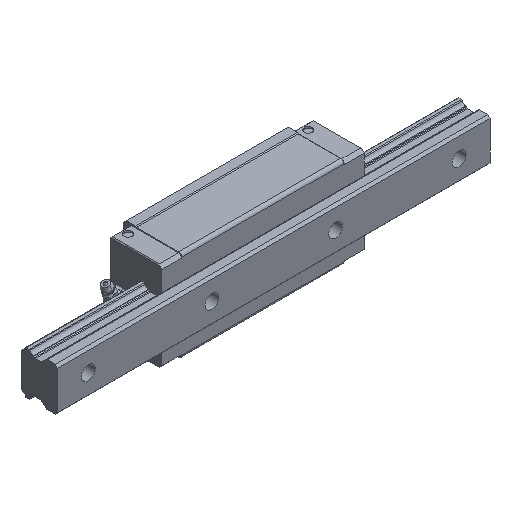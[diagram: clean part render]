
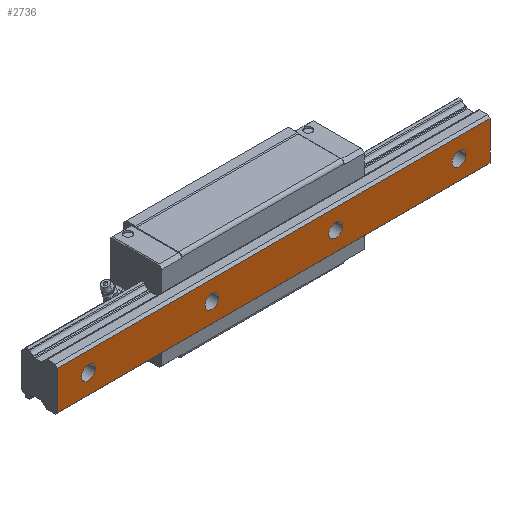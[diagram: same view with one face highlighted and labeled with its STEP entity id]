
A CAD part, isometric view. The second image highlights one B-rep face of the part: STEP entity #2736.
In plain terms, the highlighted planar face has unit normal (0, -1, 0).
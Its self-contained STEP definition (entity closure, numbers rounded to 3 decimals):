
#1354 = EDGE_CURVE( '', #1624, #2368, #3711, .T. );
#1402 = VERTEX_POINT( '', #3763 );
#1412 = EDGE_CURVE( '', #2368, #1624, #3773, .T. );
#1424 = VERTEX_POINT( '', #3787 );
#1496 = VERTEX_POINT( '', #3869 );
#1546 = EDGE_CURVE( '', #1424, #3000, #3922, .T. );
#1624 = VERTEX_POINT( '', #4006 );
#1944 = EDGE_CURVE( '', #2776, #3474, #4350, .T. );
#1994 = EDGE_CURVE( '', #2926, #2418, #4411, .T. );
#2118 = EDGE_CURVE( '', #3000, #1424, #4554, .T. );
#2368 = VERTEX_POINT( '', #4828 );
#2418 = VERTEX_POINT( '', #4883 );
#2568 = VERTEX_POINT( '', #5046 );
#2736 = ADVANCED_FACE( '', ( #5236, #5237, #5238, #5239, #5240 ), #5241, .T. );
#2776 = VERTEX_POINT( '', #5284 );
#2860 = VERTEX_POINT( '', #5376 );
#2908 = EDGE_CURVE( '', #2860, #1496, #5428, .T. );
#2910 = EDGE_CURVE( '', #1496, #2568, #5430, .T. );
#2926 = VERTEX_POINT( '', #5447 );
#2946 = EDGE_CURVE( '', #2418, #2926, #5468, .T. );
#3000 = VERTEX_POINT( '', #5526 );
#3104 = EDGE_CURVE( '', #1402, #2568, #5644, .T. );
#3382 = EDGE_CURVE( '', #3474, #2776, #5952, .T. );
#3474 = VERTEX_POINT( '', #6053 );
#3504 = EDGE_CURVE( '', #1402, #2860, #6085, .T. );
#3711 = CIRCLE( '', #6380, 4.5 );
#3763 = CARTESIAN_POINT( '', ( -20., 0., 12.5 ) );
#3773 = CIRCLE( '', #6462, 4.5 );
#3787 = CARTESIAN_POINT( '', ( 235.5, 0., 0. ) );
#3869 = CARTESIAN_POINT( '', ( 260., 0., -12.5 ) );
#3922 = CIRCLE( '', #6669, 4.5 );
#4006 = CARTESIAN_POINT( '', ( 164.5, 0., 0. ) );
#4350 = CIRCLE( '', #7304, 4.5 );
#4411 = CIRCLE( '', #7390, 4.5 );
#4554 = CIRCLE( '', #7589, 4.5 );
#4828 = CARTESIAN_POINT( '', ( 155.5, 0., 0. ) );
#4883 = CARTESIAN_POINT( '', ( 84.5, 0., 0. ) );
#5046 = CARTESIAN_POINT( '', ( 260., 0., 12.5 ) );
#5236 = FACE_BOUND( '', #8574, .T. );
#5237 = FACE_BOUND( '', #8575, .T. );
#5238 = FACE_BOUND( '', #8576, .T. );
#5239 = FACE_BOUND( '', #8577, .T. );
#5240 = FACE_OUTER_BOUND( '', #8578, .T. );
#5241 = PLANE( '', #8579 );
#5284 = CARTESIAN_POINT( '', ( -4.5, 0., 0. ) );
#5376 = CARTESIAN_POINT( '', ( -20., 0., -12.5 ) );
#5428 = LINE( '', #8860, #8861 );
#5430 = LINE( '', #8864, #8865 );
#5447 = CARTESIAN_POINT( '', ( 75.5, 0., 0. ) );
#5468 = CIRCLE( '', #8917, 4.5 );
#5526 = CARTESIAN_POINT( '', ( 244.5, 0., 0. ) );
#5644 = LINE( '', #9169, #9170 );
#5952 = CIRCLE( '', #9613, 4.5 );
#6053 = CARTESIAN_POINT( '', ( 4.5, 0., 0. ) );
#6085 = LINE( '', #9797, #9798 );
#6380 = AXIS2_PLACEMENT_3D( '', #10116, #10117, #10118 );
#6462 = AXIS2_PLACEMENT_3D( '', #10183, #10184, #10185 );
#6669 = AXIS2_PLACEMENT_3D( '', #10373, #10374, #10375 );
#7304 = AXIS2_PLACEMENT_3D( '', #10780, #10781, #10782 );
#7390 = AXIS2_PLACEMENT_3D( '', #10885, #10886, #10887 );
#7589 = AXIS2_PLACEMENT_3D( '', #11053, #11054, #11055 );
#8574 = EDGE_LOOP( '', ( #11848, #11849 ) );
#8575 = EDGE_LOOP( '', ( #11850, #11851 ) );
#8576 = EDGE_LOOP( '', ( #11852, #11853 ) );
#8577 = EDGE_LOOP( '', ( #11854, #11855 ) );
#8578 = EDGE_LOOP( '', ( #11856, #11857, #11858, #11859 ) );
#8579 = AXIS2_PLACEMENT_3D( '', #11860, #11861, #11862 );
#8860 = CARTESIAN_POINT( '', ( -20., 0., -12.5 ) );
#8861 = VECTOR( '', #12074, 1. );
#8864 = CARTESIAN_POINT( '', ( 260., 0., 12.5 ) );
#8865 = VECTOR( '', #12075, 1. );
#8917 = AXIS2_PLACEMENT_3D( '', #12108, #12109, #12110 );
#9169 = CARTESIAN_POINT( '', ( -20., 0., 12.5 ) );
#9170 = VECTOR( '', #12310, 1. );
#9613 = AXIS2_PLACEMENT_3D( '', #12664, #12665, #12666 );
#9797 = CARTESIAN_POINT( '', ( -20., 0., 12.5 ) );
#9798 = VECTOR( '', #12802, 1. );
#10116 = CARTESIAN_POINT( '', ( 160., 0., 0. ) );
#10117 = DIRECTION( '', ( 0., 1., 0. ) );
#10118 = DIRECTION( '', ( 1., 0., 0. ) );
#10183 = CARTESIAN_POINT( '', ( 160., 0., 0. ) );
#10184 = DIRECTION( '', ( 0., 1., 0. ) );
#10185 = DIRECTION( '', ( 1., 0., 0. ) );
#10373 = CARTESIAN_POINT( '', ( 240., 0., 0. ) );
#10374 = DIRECTION( '', ( 0., 1., 0. ) );
#10375 = DIRECTION( '', ( 1., 0., 0. ) );
#10780 = CARTESIAN_POINT( '', ( 0., 0., 0. ) );
#10781 = DIRECTION( '', ( 0., 1., 0. ) );
#10782 = DIRECTION( '', ( 1., 0., 0. ) );
#10885 = CARTESIAN_POINT( '', ( 80., 0., 0. ) );
#10886 = DIRECTION( '', ( 0., 1., 0. ) );
#10887 = DIRECTION( '', ( 1., 0., 0. ) );
#11053 = CARTESIAN_POINT( '', ( 240., 0., 0. ) );
#11054 = DIRECTION( '', ( 0., 1., 0. ) );
#11055 = DIRECTION( '', ( 1., 0., 0. ) );
#11848 = ORIENTED_EDGE( '', *, *, #2946, .T. );
#11849 = ORIENTED_EDGE( '', *, *, #1994, .T. );
#11850 = ORIENTED_EDGE( '', *, *, #1354, .T. );
#11851 = ORIENTED_EDGE( '', *, *, #1412, .T. );
#11852 = ORIENTED_EDGE( '', *, *, #2118, .T. );
#11853 = ORIENTED_EDGE( '', *, *, #1546, .T. );
#11854 = ORIENTED_EDGE( '', *, *, #3382, .T. );
#11855 = ORIENTED_EDGE( '', *, *, #1944, .T. );
#11856 = ORIENTED_EDGE( '', *, *, #2910, .T. );
#11857 = ORIENTED_EDGE( '', *, *, #3104, .F. );
#11858 = ORIENTED_EDGE( '', *, *, #3504, .T. );
#11859 = ORIENTED_EDGE( '', *, *, #2908, .T. );
#11860 = CARTESIAN_POINT( '', ( -20., 0., -12.5 ) );
#11861 = DIRECTION( '', ( 0., -1., 0. ) );
#11862 = DIRECTION( '', ( 0., 0., -1. ) );
#12074 = DIRECTION( '', ( 1., 0., 0. ) );
#12075 = DIRECTION( '', ( 0., 0., 1. ) );
#12108 = CARTESIAN_POINT( '', ( 80., 0., 0. ) );
#12109 = DIRECTION( '', ( 0., 1., 0. ) );
#12110 = DIRECTION( '', ( 1., 0., 0. ) );
#12310 = DIRECTION( '', ( 1., 0., 0. ) );
#12664 = CARTESIAN_POINT( '', ( 0., 0., 0. ) );
#12665 = DIRECTION( '', ( 0., 1., 0. ) );
#12666 = DIRECTION( '', ( 1., 0., 0. ) );
#12802 = DIRECTION( '', ( 0., 0., -1. ) );
